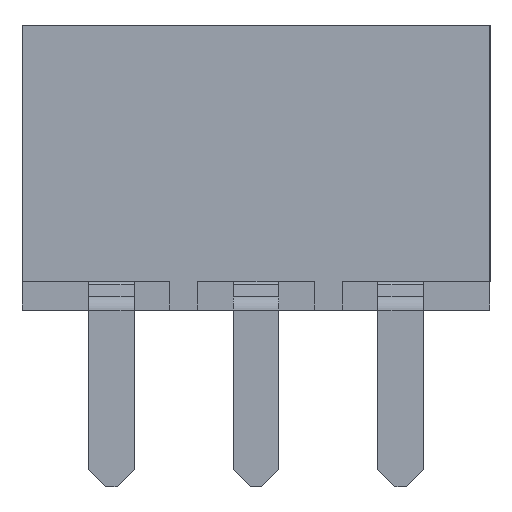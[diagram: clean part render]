
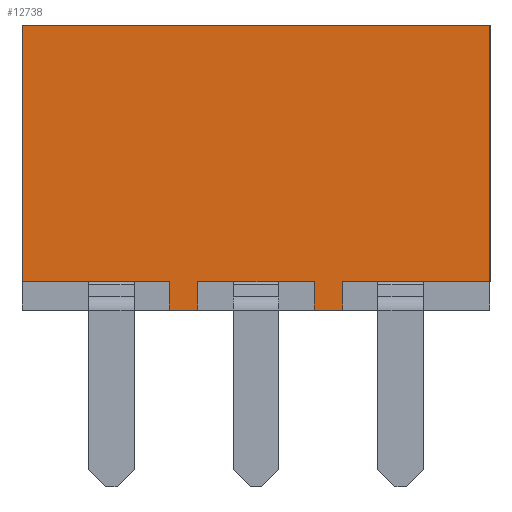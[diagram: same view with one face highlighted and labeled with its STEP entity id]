
A CAD part, left-side view. The second image highlights one B-rep face of the part: STEP entity #12738.
In plain terms, the highlighted face is planar.
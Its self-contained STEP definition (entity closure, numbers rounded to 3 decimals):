
#1281=ORIENTED_EDGE('',*,*,#3853,.T.);
#1282=ORIENTED_EDGE('',*,*,#3838,.T.);
#1283=ORIENTED_EDGE('',*,*,#3806,.F.);
#1284=ORIENTED_EDGE('',*,*,#3885,.F.);
#1285=ORIENTED_EDGE('',*,*,#3796,.T.);
#1286=ORIENTED_EDGE('',*,*,#3768,.T.);
#1287=ORIENTED_EDGE('',*,*,#3791,.F.);
#1288=ORIENTED_EDGE('',*,*,#3886,.F.);
#1289=ORIENTED_EDGE('',*,*,#3887,.T.);
#1290=ORIENTED_EDGE('',*,*,#3636,.T.);
#1291=ORIENTED_EDGE('',*,*,#3862,.F.);
#1292=ORIENTED_EDGE('',*,*,#3863,.T.);
#3636=EDGE_CURVE('',#4998,#4997,#5925,.T.);
#3768=EDGE_CURVE('',#5108,#5107,#6031,.T.);
#3791=EDGE_CURVE('',#5127,#5107,#6049,.T.);
#3796=EDGE_CURVE('',#5131,#5108,#6053,.T.);
#3806=EDGE_CURVE('',#5140,#5141,#6062,.T.);
#3838=EDGE_CURVE('',#5167,#5141,#6088,.T.);
#3853=EDGE_CURVE('',#5178,#5167,#6100,.T.);
#3862=EDGE_CURVE('',#5181,#4997,#6109,.T.);
#3863=EDGE_CURVE('',#5181,#5178,#6110,.T.);
#3885=EDGE_CURVE('',#5131,#5140,#6132,.T.);
#3886=EDGE_CURVE('',#5194,#5127,#6133,.T.);
#3887=EDGE_CURVE('',#5194,#4998,#6134,.T.);
#4997=VERTEX_POINT('',#17076);
#4998=VERTEX_POINT('',#17078);
#5107=VERTEX_POINT('',#17334);
#5108=VERTEX_POINT('',#17336);
#5127=VERTEX_POINT('',#17378);
#5131=VERTEX_POINT('',#17389);
#5140=VERTEX_POINT('',#17408);
#5141=VERTEX_POINT('',#17410);
#5167=VERTEX_POINT('',#17473);
#5178=VERTEX_POINT('',#17500);
#5181=VERTEX_POINT('',#17513);
#5194=VERTEX_POINT('',#17561);
#5925=LINE('',#17077,#6927);
#6031=LINE('',#17335,#7033);
#6049=LINE('',#17379,#7051);
#6053=LINE('',#17388,#7055);
#6062=LINE('',#17409,#7064);
#6088=LINE('',#17472,#7090);
#6100=LINE('',#17499,#7102);
#6109=LINE('',#17514,#7111);
#6110=LINE('',#17516,#7112);
#6132=LINE('',#17559,#7134);
#6133=LINE('',#17560,#7135);
#6134=LINE('',#17562,#7136);
#6927=VECTOR('',#14314,1000.);
#7033=VECTOR('',#14504,1000.);
#7051=VECTOR('',#14534,1000.);
#7055=VECTOR('',#14542,1000.);
#7064=VECTOR('',#14555,1000.);
#7090=VECTOR('',#14603,1000.);
#7102=VECTOR('',#14623,1000.);
#7111=VECTOR('',#14636,1000.);
#7112=VECTOR('',#14639,1000.);
#7134=VECTOR('',#14679,1000.);
#7135=VECTOR('',#14680,1000.);
#7136=VECTOR('',#14681,1000.);
#7862=EDGE_LOOP('',(#1281,#1282,#1283,#1284,#1285,#1286,#1287,#1288,#1289,
#1290,#1291,#1292));
#8390=FACE_BOUND('',#7862,.T.);
#8895=PLANE('',#13308);
#12738=ADVANCED_FACE('',(#8390),#8895,.F.);
#13308=AXIS2_PLACEMENT_3D('',#17558,#14677,#14678);
#14314=DIRECTION('',(1.,0.,0.));
#14504=DIRECTION('',(1.,0.,0.));
#14534=DIRECTION('',(0.,0.,1.));
#14542=DIRECTION('',(0.,0.,1.));
#14555=DIRECTION('',(0.,0.,1.));
#14603=DIRECTION('',(1.,0.,0.));
#14623=DIRECTION('',(0.,0.,-1.));
#14636=DIRECTION('',(0.,0.,-1.));
#14639=DIRECTION('',(-1.,0.,0.));
#14677=DIRECTION('',(0.,1.,0.));
#14678=DIRECTION('',(0.,0.,1.));
#14679=DIRECTION('',(-1.,0.,0.));
#14680=DIRECTION('',(-1.,0.,0.));
#14681=DIRECTION('',(0.,0.,1.));
#17076=CARTESIAN_POINT('',(4.11,-2.54,-2.));
#17077=CARTESIAN_POINT('',(-6.77,-2.54,-2.));
#17078=CARTESIAN_POINT('',(1.52,-2.54,-2.));
#17334=CARTESIAN_POINT('',(1.02,-2.54,-2.));
#17335=CARTESIAN_POINT('',(-6.77,-2.54,-2.));
#17336=CARTESIAN_POINT('',(-1.02,-2.54,-2.));
#17378=CARTESIAN_POINT('',(1.02,-2.54,-2.5));
#17379=CARTESIAN_POINT('',(1.02,-2.54,-2.5));
#17388=CARTESIAN_POINT('',(-1.02,-2.54,-2.5));
#17389=CARTESIAN_POINT('',(-1.02,-2.54,-2.5));
#17408=CARTESIAN_POINT('',(-1.52,-2.54,-2.5));
#17409=CARTESIAN_POINT('',(-1.52,-2.54,-2.5));
#17410=CARTESIAN_POINT('',(-1.52,-2.54,-2.));
#17472=CARTESIAN_POINT('',(-6.77,-2.54,-2.));
#17473=CARTESIAN_POINT('',(-4.11,-2.54,-2.));
#17499=CARTESIAN_POINT('',(-4.11,-2.54,2.5));
#17500=CARTESIAN_POINT('',(-4.11,-2.54,2.5));
#17513=CARTESIAN_POINT('',(4.11,-2.54,2.5));
#17514=CARTESIAN_POINT('',(4.11,-2.54,2.5));
#17516=CARTESIAN_POINT('',(4.11,-2.54,2.5));
#17558=CARTESIAN_POINT('',(4.11,-2.54,2.5));
#17559=CARTESIAN_POINT('',(-1.02,-2.54,-2.5));
#17560=CARTESIAN_POINT('',(1.52,-2.54,-2.5));
#17561=CARTESIAN_POINT('',(1.52,-2.54,-2.5));
#17562=CARTESIAN_POINT('',(1.52,-2.54,-2.5));
